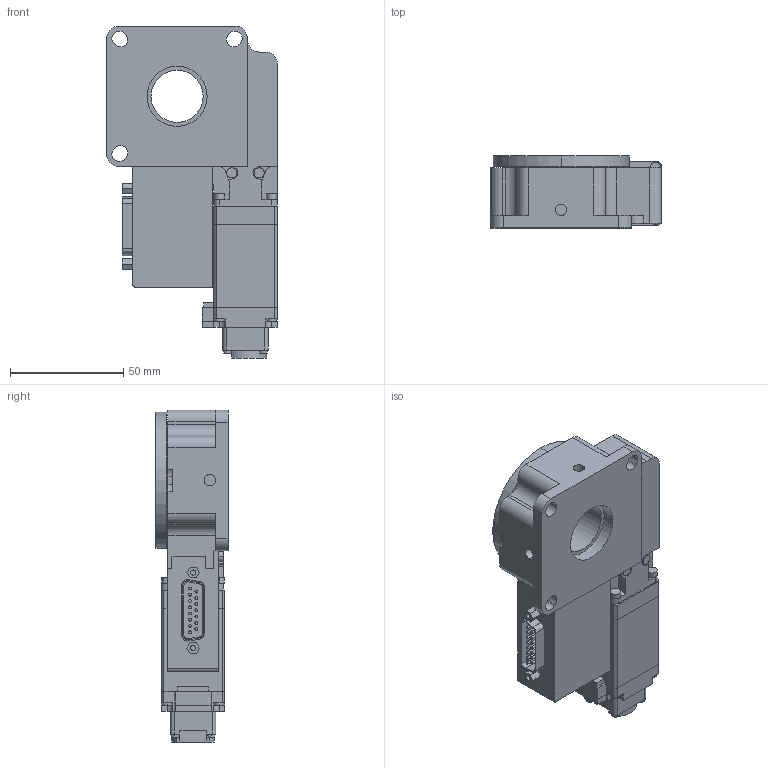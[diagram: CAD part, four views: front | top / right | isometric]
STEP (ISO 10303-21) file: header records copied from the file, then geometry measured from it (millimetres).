
FILE_DESCRIPTION (( 'STEP AP203' ), '1' );
FILE_NAME ('RSW60x-E03T3A.step', '2023-05-17T23:19:44', ( '' ), ( '' ), 'SwSTEP 2.0', 'SolidWorks 2019', '' );
FILE_SCHEMA (( 'CONFIG_CONTROL_DESIGN' ));
Length unit declared in the file: millimetre
Products named in the file (4): NMS11_motor^RSW60_NMS11-E03; RSW60x-E03T3A; RSW60_top^RSW60_RSW60; RSW60_base^RSW60_RSW60-T3A
Assembly tree (3 placements, depth 2):
  RSW60x-E03T3A
    RSW60_base^RSW60_RSW60-T3A
    NMS11_motor^RSW60_NMS11-E03
    RSW60_top^RSW60_RSW60
Bounding box: 75.16 x 31.75 x 146.39 mm (x, y, z)
Volume: 207774.1 mm3; surface area: 51673.8 mm2
Topology: 22 solids, 22 shells, 442 faces, 1054 edges, 702 vertices
Faces by surface type: plane 245, cylinder 197
Entity records: 13334 total; most frequent: DIRECTION 2346, CARTESIAN_POINT 2204, ORIENTED_EDGE 2108, EDGE_CURVE 1054, AXIS2_PLACEMENT_3D 844, VERTEX_POINT 702, VECTOR 658, LINE 658
